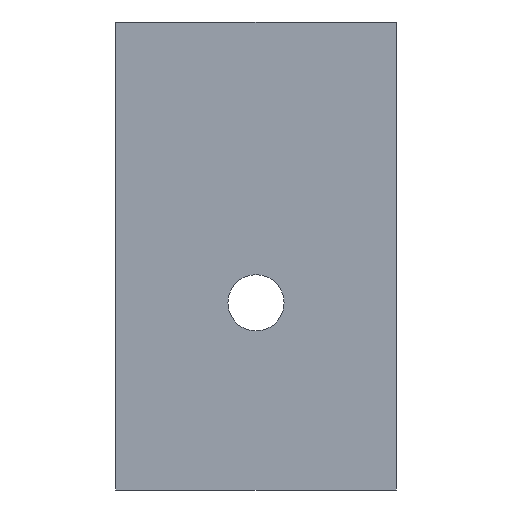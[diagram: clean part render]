
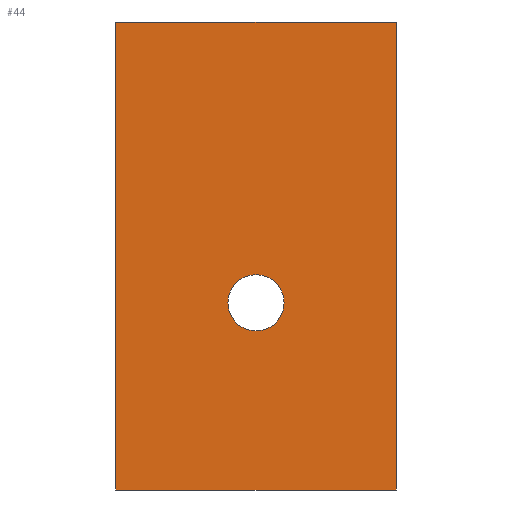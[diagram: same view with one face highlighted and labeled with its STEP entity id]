
A CAD part, front view. The second image highlights one B-rep face of the part: STEP entity #44.
In plain terms, the highlighted planar face has unit normal (0, -1, 0).
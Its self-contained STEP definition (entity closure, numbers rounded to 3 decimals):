
#37 = EDGE_CURVE ( 'NONE', #38, #220, #355, .T. ) ;
#38 = VERTEX_POINT ( 'NONE', #351 ) ;
#44 = ADVANCED_FACE ( 'NONE', ( #342, #341 ), #340, .F. ) ;
#45 = ORIENTED_EDGE ( 'NONE', *, *, #37, .T. ) ;
#89 = EDGE_CURVE ( 'NONE', #38, #101, #285, .T. ) ;
#90 = ORIENTED_EDGE ( 'NONE', *, *, #89, .F. ) ;
#98 = VERTEX_POINT ( 'NONE', #265 ) ;
#99 = ORIENTED_EDGE ( 'NONE', *, *, #100, .F. ) ;
#100 = EDGE_CURVE ( 'NONE', #101, #98, #264, .T. ) ;
#101 = VERTEX_POINT ( 'NONE', #260 ) ;
#105 = EDGE_LOOP ( 'NONE', ( #106, #143 ) ) ;
#106 = ORIENTED_EDGE ( 'NONE', *, *, #107, .T. ) ;
#107 = EDGE_CURVE ( 'NONE', #115, #112, #388, .T. ) ;
#110 = EDGE_CURVE ( 'NONE', #220, #98, #382, .T. ) ;
#112 = VERTEX_POINT ( 'NONE', #373 ) ;
#114 = EDGE_CURVE ( 'NONE', #112, #115, #372, .T. ) ;
#115 = VERTEX_POINT ( 'NONE', #367 ) ;
#143 = ORIENTED_EDGE ( 'NONE', *, *, #114, .T. ) ;
#144 = EDGE_LOOP ( 'NONE', ( #145, #99, #90, #45 ) ) ;
#145 = ORIENTED_EDGE ( 'NONE', *, *, #110, .T. ) ;
#220 = VERTEX_POINT ( 'NONE', #512 ) ;
#260 = CARTESIAN_POINT ( 'NONE',  ( 15., 0., -25. ) ) ;
#261 = DIRECTION ( 'NONE',  ( -1., 0., 0. ) ) ;
#262 = VECTOR ( 'NONE', #261, 1000. ) ;
#263 = CARTESIAN_POINT ( 'NONE',  ( 15., 0., -25. ) ) ;
#264 = LINE ( 'NONE', #263, #262 ) ;
#265 = CARTESIAN_POINT ( 'NONE',  ( 0., 0., -25. ) ) ;
#282 = DIRECTION ( 'NONE',  ( 0., 0., -1. ) ) ;
#283 = VECTOR ( 'NONE', #282, 1000. ) ;
#284 = CARTESIAN_POINT ( 'NONE',  ( 15., 0., 0. ) ) ;
#285 = LINE ( 'NONE', #284, #283 ) ;
#336 = DIRECTION ( 'NONE',  ( 0., 0., 1. ) ) ;
#337 = DIRECTION ( 'NONE',  ( 0., 1., 0. ) ) ;
#338 = CARTESIAN_POINT ( 'NONE',  ( 15., 0., 0. ) ) ;
#339 = AXIS2_PLACEMENT_3D ( 'NONE', #338, #337, #336 ) ;
#340 = PLANE ( 'NONE',  #339 ) ;
#341 = FACE_OUTER_BOUND ( 'NONE', #144, .T. ) ;
#342 = FACE_BOUND ( 'NONE', #105, .T. ) ;
#351 = CARTESIAN_POINT ( 'NONE',  ( 15., 0., 0. ) ) ;
#352 = DIRECTION ( 'NONE',  ( -1., 0., 0. ) ) ;
#353 = VECTOR ( 'NONE', #352, 1000. ) ;
#354 = CARTESIAN_POINT ( 'NONE',  ( 15., 0., 0. ) ) ;
#355 = LINE ( 'NONE', #354, #353 ) ;
#367 = CARTESIAN_POINT ( 'NONE',  ( 7.5, 0., -13.5 ) ) ;
#368 = DIRECTION ( 'NONE',  ( 0., 0., 1. ) ) ;
#369 = DIRECTION ( 'NONE',  ( 0., 1., 0. ) ) ;
#370 = CARTESIAN_POINT ( 'NONE',  ( 7.5, 0., -15. ) ) ;
#371 = AXIS2_PLACEMENT_3D ( 'NONE', #370, #369, #368 ) ;
#372 = CIRCLE ( 'NONE', #371, 1.5 ) ;
#373 = CARTESIAN_POINT ( 'NONE',  ( 7.5, 0., -16.5 ) ) ;
#375 = DIRECTION ( 'NONE',  ( 0., 0., -1. ) ) ;
#376 = VECTOR ( 'NONE', #375, 1000. ) ;
#377 = CARTESIAN_POINT ( 'NONE',  ( 0., 0., 0. ) ) ;
#382 = LINE ( 'NONE', #377, #376 ) ;
#384 = DIRECTION ( 'NONE',  ( 0., 0., 1. ) ) ;
#385 = DIRECTION ( 'NONE',  ( 0., 1., 0. ) ) ;
#386 = CARTESIAN_POINT ( 'NONE',  ( 7.5, 0., -15. ) ) ;
#387 = AXIS2_PLACEMENT_3D ( 'NONE', #386, #385, #384 ) ;
#388 = CIRCLE ( 'NONE', #387, 1.5 ) ;
#512 = CARTESIAN_POINT ( 'NONE',  ( 0., 0., 0. ) ) ;
